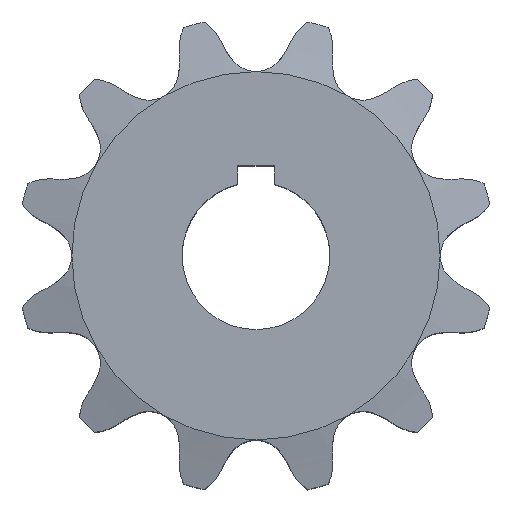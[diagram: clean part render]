
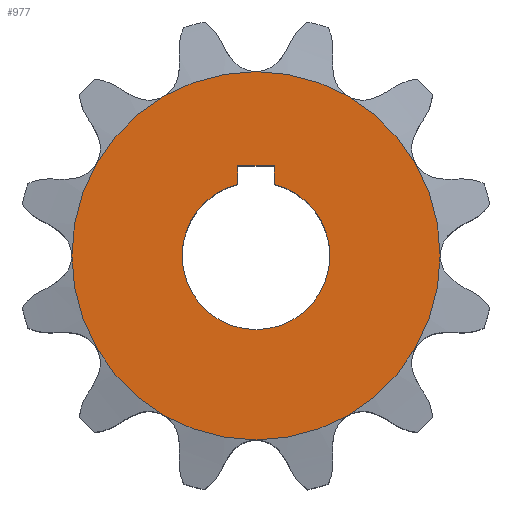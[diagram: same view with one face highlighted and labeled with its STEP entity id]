
A CAD part, top view. The second image highlights one B-rep face of the part: STEP entity #977.
In plain terms, the highlighted planar face has unit normal (0, 0, 1).
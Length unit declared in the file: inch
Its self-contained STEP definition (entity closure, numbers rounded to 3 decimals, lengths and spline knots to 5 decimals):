
#977 = ADVANCED_FACE ( 'NONE', ( #5036, #5026 ), #5593, .F. ) ;
#1657 = CARTESIAN_POINT ( 'NONE',  ( 0.0626, 0.30515, 0.756 ) ) ;
#1658 = DIRECTION ( 'NONE',  ( 0., 1., 0. ) ) ;
#1662 = CARTESIAN_POINT ( 'NONE',  ( -0.0626, 0.24255, 0.756 ) ) ;
#1663 = DIRECTION ( 'NONE',  ( 0., -1., 0. ) ) ;
#1664 = CARTESIAN_POINT ( 'NONE',  ( 0., 0., 0.756 ) ) ;
#1665 = DIRECTION ( 'NONE',  ( 0., 0., 1. ) ) ;
#1666 = DIRECTION ( 'NONE',  ( 1., 0., 0. ) ) ;
#1668 = CARTESIAN_POINT ( 'NONE',  ( -0.0626, 0.30515, 0.756 ) ) ;
#1669 = CARTESIAN_POINT ( 'NONE',  ( 0., 0., 0.756 ) ) ;
#1670 = DIRECTION ( 'NONE',  ( 0., 0., 1. ) ) ;
#1671 = DIRECTION ( 'NONE',  ( 1., 0., 0. ) ) ;
#1672 = DIRECTION ( 'NONE',  ( -1., 0., 0. ) ) ;
#1942 = VECTOR ( 'NONE', #1663, 39.37008 ) ;
#1943 = LINE ( 'NONE', #1662, #1942 ) ;
#1995 = VECTOR ( 'NONE', #1672, 39.37008 ) ;
#1996 = LINE ( 'NONE', #1668, #1995 ) ;
#2914 = EDGE_CURVE ( 'NONE', #6555, #6548, #5744, .T. ) ;
#3236 = CARTESIAN_POINT ( 'NONE',  ( 0.62476, 0., 0.756 ) ) ;
#3243 = CARTESIAN_POINT ( 'NONE',  ( -0.62476, 0., 0.756 ) ) ;
#3285 = CARTESIAN_POINT ( 'NONE',  ( -0.0626, 0.30515, 0.756 ) ) ;
#3339 = CARTESIAN_POINT ( 'NONE',  ( -0.2505, 0., 0.756 ) ) ;
#3341 = CARTESIAN_POINT ( 'NONE',  ( -0.0626, 0.24255, 0.756 ) ) ;
#3342 = CARTESIAN_POINT ( 'NONE',  ( 0.2505, 0., 0.756 ) ) ;
#3343 = CARTESIAN_POINT ( 'NONE',  ( 0.0626, 0.24255, 0.756 ) ) ;
#3344 = CARTESIAN_POINT ( 'NONE',  ( 0.0626, 0.30515, 0.756 ) ) ;
#4533 = EDGE_CURVE ( 'NONE', #6654, #6655, #6208, .T. ) ;
#4540 = EDGE_CURVE ( 'NONE', #6651, #6654, #6210, .T. ) ;
#4550 = AXIS2_PLACEMENT_3D ( 'NONE', #5596, #5591, #5590 ) ;
#5026 = FACE_BOUND ( 'NONE', #5106, .T. ) ;
#5036 = FACE_OUTER_BOUND ( 'NONE', #5078, .T. ) ;
#5078 = EDGE_LOOP ( 'NONE', ( #6257, #6259 ) ) ;
#5106 = EDGE_LOOP ( 'NONE', ( #6261, #6262, #6264, #6265, #6267, #6269 ) ) ;
#5590 = DIRECTION ( 'NONE',  ( 1., 0., 0. ) ) ;
#5591 = DIRECTION ( 'NONE',  ( 0., 0., -1. ) ) ;
#5593 = PLANE ( 'NONE',  #4550 ) ;
#5596 = CARTESIAN_POINT ( 'NONE',  ( 0., 0.62476, 0.756 ) ) ;
#5648 = AXIS2_PLACEMENT_3D ( 'NONE', #1669, #1670, #1671 ) ;
#5649 = AXIS2_PLACEMENT_3D ( 'NONE', #1664, #1665, #1666 ) ;
#5744 = CIRCLE ( 'NONE', #7038, 0.62476 ) ;
#6208 = CIRCLE ( 'NONE', #7026, 0.2505 ) ;
#6210 = CIRCLE ( 'NONE', #7004, 0.2505 ) ;
#6257 = ORIENTED_EDGE ( 'NONE', *, *, #8645, .T. ) ;
#6259 = ORIENTED_EDGE ( 'NONE', *, *, #2914, .T. ) ;
#6261 = ORIENTED_EDGE ( 'NONE', *, *, #8646, .F. ) ;
#6262 = ORIENTED_EDGE ( 'NONE', *, *, #4533, .F. ) ;
#6264 = ORIENTED_EDGE ( 'NONE', *, *, #4540, .F. ) ;
#6265 = ORIENTED_EDGE ( 'NONE', *, *, #8647, .F. ) ;
#6267 = ORIENTED_EDGE ( 'NONE', *, *, #8648, .F. ) ;
#6269 = ORIENTED_EDGE ( 'NONE', *, *, #8649, .F. ) ;
#6548 = VERTEX_POINT ( 'NONE', #3236 ) ;
#6555 = VERTEX_POINT ( 'NONE', #3243 ) ;
#6597 = VERTEX_POINT ( 'NONE', #3285 ) ;
#6651 = VERTEX_POINT ( 'NONE', #3339 ) ;
#6653 = VERTEX_POINT ( 'NONE', #3341 ) ;
#6654 = VERTEX_POINT ( 'NONE', #3342 ) ;
#6655 = VERTEX_POINT ( 'NONE', #3343 ) ;
#6656 = VERTEX_POINT ( 'NONE', #3344 ) ;
#7004 = AXIS2_PLACEMENT_3D ( 'NONE', #7844, #7845, #7846 ) ;
#7026 = AXIS2_PLACEMENT_3D ( 'NONE', #7832, #7833, #7834 ) ;
#7038 = AXIS2_PLACEMENT_3D ( 'NONE', #7493, #7494, #7495 ) ;
#7044 = VECTOR ( 'NONE', #1658, 39.37008 ) ;
#7045 = CIRCLE ( 'NONE', #5648, 0.2505 ) ;
#7046 = LINE ( 'NONE', #1657, #7044 ) ;
#7048 = CIRCLE ( 'NONE', #5649, 0.62476 ) ;
#7493 = CARTESIAN_POINT ( 'NONE',  ( 0., 0., 0.756 ) ) ;
#7494 = DIRECTION ( 'NONE',  ( 0., 0., 1. ) ) ;
#7495 = DIRECTION ( 'NONE',  ( 1., 0., 0. ) ) ;
#7832 = CARTESIAN_POINT ( 'NONE',  ( 0., 0., 0.756 ) ) ;
#7833 = DIRECTION ( 'NONE',  ( 0., 0., 1. ) ) ;
#7834 = DIRECTION ( 'NONE',  ( 1., 0., 0. ) ) ;
#7844 = CARTESIAN_POINT ( 'NONE',  ( 0., 0., 0.756 ) ) ;
#7845 = DIRECTION ( 'NONE',  ( 0., 0., 1. ) ) ;
#7846 = DIRECTION ( 'NONE',  ( 1., 0., 0. ) ) ;
#8645 = EDGE_CURVE ( 'NONE', #6548, #6555, #7048, .T. ) ;
#8646 = EDGE_CURVE ( 'NONE', #6655, #6656, #7046, .T. ) ;
#8647 = EDGE_CURVE ( 'NONE', #6653, #6651, #7045, .T. ) ;
#8648 = EDGE_CURVE ( 'NONE', #6597, #6653, #1943, .T. ) ;
#8649 = EDGE_CURVE ( 'NONE', #6656, #6597, #1996, .T. ) ;
